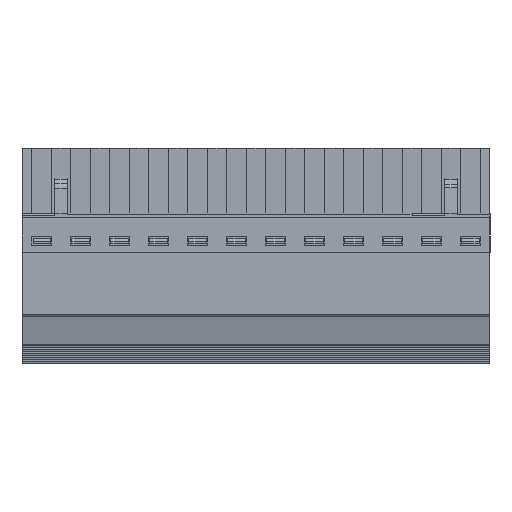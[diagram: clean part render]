
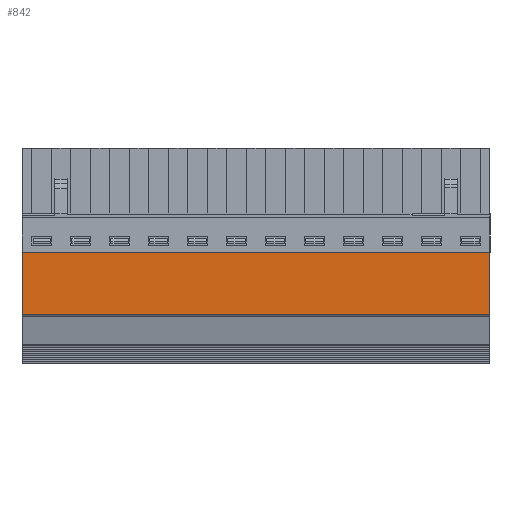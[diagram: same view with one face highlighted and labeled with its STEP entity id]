
A CAD part, front view. The second image highlights one B-rep face of the part: STEP entity #842.
In plain terms, the highlighted planar face has unit normal (0, -1, 0).
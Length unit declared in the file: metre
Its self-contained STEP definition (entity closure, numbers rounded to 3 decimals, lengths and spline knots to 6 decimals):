
#842=ADVANCED_FACE('',(#2375),#2376,.T.);
#2375=FACE_OUTER_BOUND('',#4769,.T.);
#2376=PLANE('',#4770);
#4769=EDGE_LOOP('',(#7362,#7363,#7364,#7365,#7366,#7367,#7368,#7369,#7370,#7371));
#4770=AXIS2_PLACEMENT_3D('',#7372,#7373,#7374);
#7362=ORIENTED_EDGE('',*,*,#13482,.T.);
#7363=ORIENTED_EDGE('',*,*,#13506,.T.);
#7364=ORIENTED_EDGE('',*,*,#13507,.F.);
#7365=ORIENTED_EDGE('',*,*,#13508,.T.);
#7366=ORIENTED_EDGE('',*,*,#13509,.T.);
#7367=ORIENTED_EDGE('',*,*,#13510,.T.);
#7368=ORIENTED_EDGE('',*,*,#13511,.F.);
#7369=ORIENTED_EDGE('',*,*,#13391,.F.);
#7370=ORIENTED_EDGE('',*,*,#13386,.T.);
#7371=ORIENTED_EDGE('',*,*,#13512,.T.);
#7372=CARTESIAN_POINT('',(-0.00695,-0.035437,-0.075199));
#7373=DIRECTION('',(0.,-1.0,0.));
#7374=DIRECTION('',(0.,0.,1.0));
#13386=EDGE_CURVE('',#15854,#15852,#15855,.T.);
#13391=EDGE_CURVE('',#15854,#15861,#15862,.T.);
#13482=EDGE_CURVE('',#16002,#16000,#16003,.T.);
#13506=EDGE_CURVE('',#16000,#16039,#16040,.T.);
#13507=EDGE_CURVE('',#16041,#16039,#16042,.T.);
#13508=EDGE_CURVE('',#16041,#16043,#16044,.T.);
#13509=EDGE_CURVE('',#16043,#16045,#16046,.T.);
#13510=EDGE_CURVE('',#16045,#16047,#16048,.T.);
#13511=EDGE_CURVE('',#15861,#16047,#16049,.T.);
#13512=EDGE_CURVE('',#15852,#16002,#16050,.T.);
#15852=VERTEX_POINT('',#19471);
#15854=VERTEX_POINT('',#19474);
#15855=LINE('',#19475,#19476);
#15861=VERTEX_POINT('',#19485);
#15862=LINE('',#19486,#19487);
#16000=VERTEX_POINT('',#19672);
#16002=VERTEX_POINT('',#19675);
#16003=LINE('',#19676,#19677);
#16039=VERTEX_POINT('',#19714);
#16040=LINE('',#19715,#19716);
#16041=VERTEX_POINT('',#19717);
#16042=LINE('',#19718,#19719);
#16043=VERTEX_POINT('',#19720);
#16044=LINE('',#19721,#19722);
#16045=VERTEX_POINT('',#19723);
#16046=LINE('',#19724,#19725);
#16047=VERTEX_POINT('',#19726);
#16048=LINE('',#19727,#19728);
#16049=LINE('',#19729,#19730);
#16050=LINE('',#19731,#19732);
#19471=CARTESIAN_POINT('',(-0.00695,-0.035437,-0.064424));
#19474=CARTESIAN_POINT('',(-0.006946,-0.035437,-0.064424));
#19475=CARTESIAN_POINT('',(-0.00695,-0.035437,-0.064424));
#19476=VECTOR('',#24636,1.0);
#19485=CARTESIAN_POINT('',(-0.006946,-0.035437,-0.067526));
#19486=CARTESIAN_POINT('',(-0.006946,-0.035437,-0.075199));
#19487=VECTOR('',#24640,1.0);
#19672=CARTESIAN_POINT('',(0.053052,-0.035437,-0.076626));
#19675=CARTESIAN_POINT('',(-0.00695,-0.035437,-0.076626));
#19676=CARTESIAN_POINT('',(0.057814,-0.035437,-0.076626));
#19677=VECTOR('',#24749,1.0);
#19714=CARTESIAN_POINT('',(0.053052,-0.035437,-0.067526));
#19715=CARTESIAN_POINT('',(0.053052,-0.035437,-0.075199));
#19716=VECTOR('',#24787,1.0);
#19717=CARTESIAN_POINT('',(0.051947,-0.035437,-0.067526));
#19718=CARTESIAN_POINT('',(-0.02695,-0.035437,-0.067526));
#19719=VECTOR('',#24788,1.0);
#19720=CARTESIAN_POINT('',(0.051947,-0.035437,-0.068613));
#19721=CARTESIAN_POINT('',(0.051947,-0.035437,-0.075199));
#19722=VECTOR('',#24789,1.0);
#19723=CARTESIAN_POINT('',(-0.005847,-0.035437,-0.068613));
#19724=CARTESIAN_POINT('',(-0.00695,-0.035437,-0.068613));
#19725=VECTOR('',#24790,1.0);
#19726=CARTESIAN_POINT('',(-0.005847,-0.035437,-0.067526));
#19727=CARTESIAN_POINT('',(-0.005847,-0.035437,-0.075199));
#19728=VECTOR('',#24791,1.0);
#19729=CARTESIAN_POINT('',(-0.00695,-0.035437,-0.067526));
#19730=VECTOR('',#24792,1.0);
#19731=CARTESIAN_POINT('',(-0.00695,-0.035437,-0.075199));
#19732=VECTOR('',#24793,1.0);
#24636=DIRECTION('',(-1.0,0.,0.));
#24640=DIRECTION('',(0.,0.,-1.0));
#24749=DIRECTION('',(1.0,0.,0.));
#24787=DIRECTION('',(0.,0.,1.0));
#24788=DIRECTION('',(1.0,0.,0.));
#24789=DIRECTION('',(0.,0.,-1.0));
#24790=DIRECTION('',(-1.0,0.,0.));
#24791=DIRECTION('',(0.,0.,1.0));
#24792=DIRECTION('',(1.0,0.,0.));
#24793=DIRECTION('',(0.,0.,-1.0));
